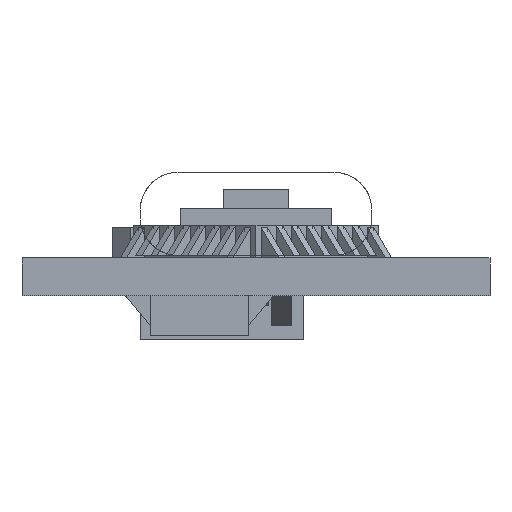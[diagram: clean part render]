
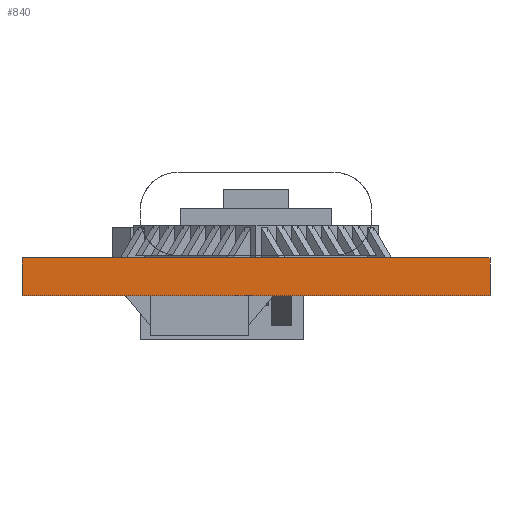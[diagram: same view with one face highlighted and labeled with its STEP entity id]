
A CAD part, front view. The second image highlights one B-rep face of the part: STEP entity #840.
In plain terms, the highlighted planar face has unit normal (0, -1, 0).
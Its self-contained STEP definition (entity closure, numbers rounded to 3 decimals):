
#840=ADVANCED_FACE('',(#1540),#1542,.T.);
#1540=FACE_BOUND('',#1541,.T.);
#1541=EDGE_LOOP('',(#13500,#13501,#13502,#13503));
#1542=PLANE('',#1543);
#1543=AXIS2_PLACEMENT_3D('',#1544,#1545,#1546);
#1544=CARTESIAN_POINT('',(-12.15,-28.742,0.98));
#1545=DIRECTION('',(0.,-1.,0.));
#1546=DIRECTION('',(0.,0.,-1.));
#13500=ORIENTED_EDGE('',*,*,#15772,.T.);
#13501=ORIENTED_EDGE('',*,*,#15773,.T.);
#13502=ORIENTED_EDGE('',*,*,#15774,.F.);
#13503=ORIENTED_EDGE('',*,*,#15769,.F.);
#15769=EDGE_CURVE('',#16825,#16827,#16828,.T.);
#15772=EDGE_CURVE('',#16825,#16832,#16833,.T.);
#15773=EDGE_CURVE('',#16832,#16834,#16835,.T.);
#15774=EDGE_CURVE('',#16827,#16834,#16836,.T.);
#16825=VERTEX_POINT('',#18609);
#16827=VERTEX_POINT('',#18613);
#16828=LINE('',#18614,#18615);
#16832=VERTEX_POINT('',#18624);
#16833=LINE('',#18625,#18626);
#16834=VERTEX_POINT('',#18628);
#16835=LINE('',#18629,#18630);
#16836=LINE('',#18632,#18633);
#18609=CARTESIAN_POINT('',(-12.15,-28.742,-0.98));
#18613=CARTESIAN_POINT('',(-12.15,-28.742,0.98));
#18614=CARTESIAN_POINT('',(-12.15,-28.742,-0.98));
#18615=VECTOR('',#18616,1.);
#18616=DIRECTION('',(0.,0.,1.));
#18624=CARTESIAN_POINT('',(12.15,-28.742,-0.98));
#18625=CARTESIAN_POINT('',(-12.15,-28.742,-0.98));
#18626=VECTOR('',#18627,1.);
#18627=DIRECTION('',(1.,0.,0.));
#18628=CARTESIAN_POINT('',(12.15,-28.742,0.98));
#18629=CARTESIAN_POINT('',(12.15,-28.742,-0.98));
#18630=VECTOR('',#18631,1.);
#18631=DIRECTION('',(0.,0.,1.));
#18632=CARTESIAN_POINT('',(-12.15,-28.742,0.98));
#18633=VECTOR('',#18634,1.);
#18634=DIRECTION('',(1.,0.,0.));
